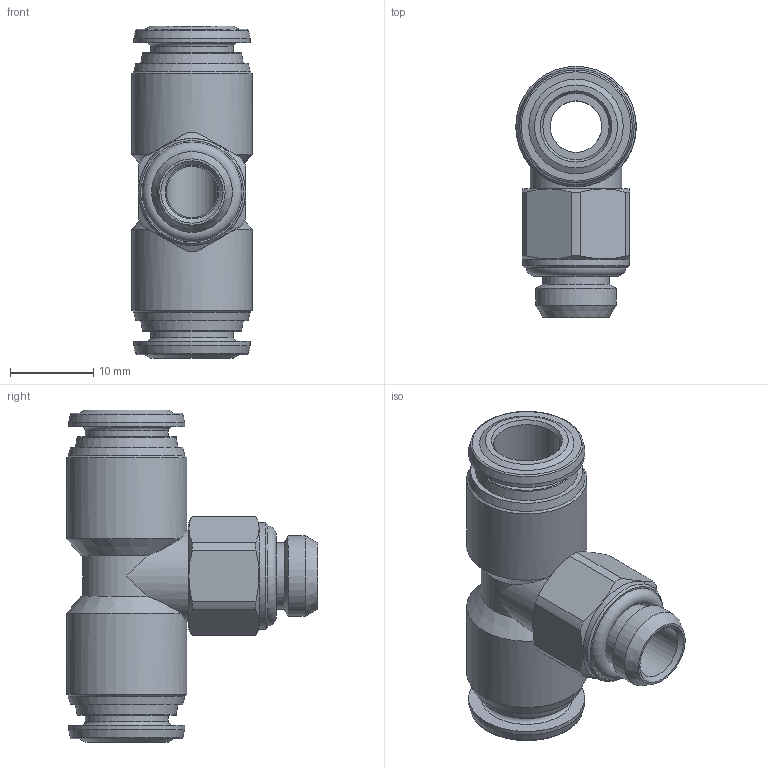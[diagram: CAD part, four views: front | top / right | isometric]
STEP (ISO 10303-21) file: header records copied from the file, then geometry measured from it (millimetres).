
FILE_DESCRIPTION(/* description */ ('STEP AP214'),/* implementation_level */ '2;1');
FILE_NAME(/* name */ '8085693_NPQR-T-G18-Q8',/* time_stamp */ '2024-09-13T08:47:56+02:00',/* author */ ('License CC BY-ND 4.0'),/* organization */ ('CADENAS'),/* preprocessor_version */ 'ST-DEVELOPER v19.3',/* originating_system */ 'PARTsolutions',/* authorisation */ ' ');
FILE_SCHEMA (('AUTOMOTIVE_DESIGN {1 0 10303 214 3 1 1}'));
Length unit declared in the file: millimetre
Products named in the file (1): 8085693 NPQR-T-G18-Q8---(high)
Bounding box: 14.5 x 30.25 x 40 mm (x, y, z)
Volume: 5265.2 mm3; surface area: 4229.2 mm2
Topology: 1 solids, 1 shells, 80 faces, 169 edges, 103 vertices
Faces by surface type: cone 25, plane 25, cylinder 23, torus 7
Full cylindrical faces by diameter (mm): 6.2 x2, 6.5 x1, 8 x3, 9.728 x1, 10 x2, 11 x1, 12.9 x1, 14 x2, 14.5 x2
Entity records: 2532 total; most frequent: CARTESIAN_POINT 391, DIRECTION 346, ORIENTED_EDGE 248, AXIS2_PLACEMENT_3D 165, EDGE_LOOP 136, FACE_BOUND 136, EDGE_CURVE 124, VERTEX_POINT 98
